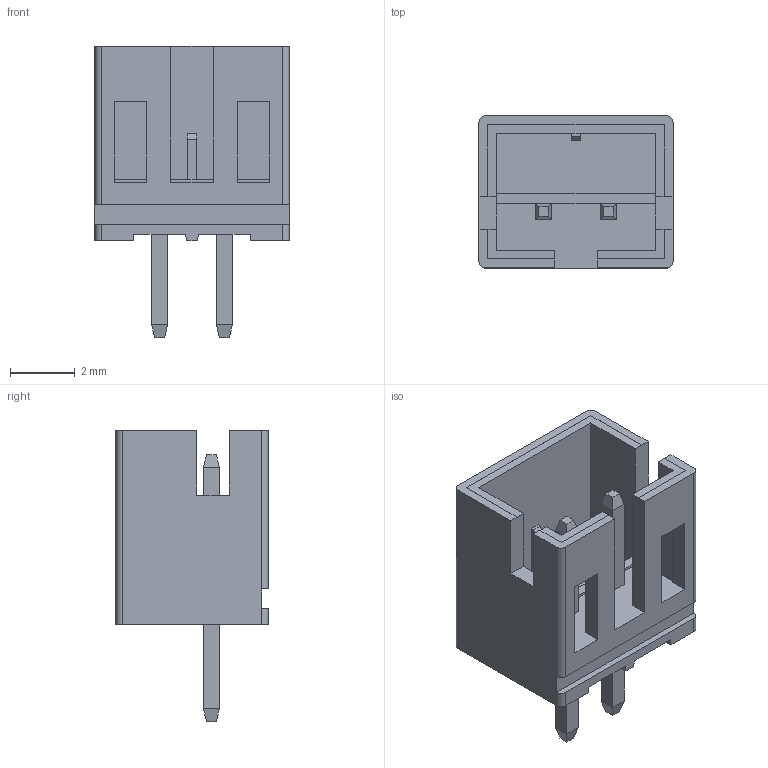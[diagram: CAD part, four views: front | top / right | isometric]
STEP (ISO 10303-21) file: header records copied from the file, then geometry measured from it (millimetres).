
FILE_DESCRIPTION(('FreeCAD Model'),'2;1');
FILE_NAME('Open CASCADE Shape Model','2025-08-26T17:46:14',(''),(''), 'Open CASCADE STEP processor 7.9','FreeCAD','Unknown');
FILE_SCHEMA(('AUTOMOTIVE_DESIGN { 1 0 10303 214 1 1 1 1 }'));
Length unit declared in the file: millimetre
Products named in the file (4): th_header_b2b_ph_a; Body; Array; Body001
Assembly tree (4 placements, depth 3):
  th_header_b2b_ph_a
    Body
    Array
      Body001  x2
Bounding box: 6 x 4.7 x 9 mm (x, y, z)
Volume: 81.4 mm3; surface area: 292.3 mm2
Topology: 3 solids, 3 shells, 103 faces, 287 edges, 186 vertices
Faces by surface type: plane 97, cylinder 6
Entity records: 2990 total; most frequent: CARTESIAN_POINT 523, ORIENTED_EDGE 518, DIRECTION 459, EDGE_CURVE 259, LINE 247, VECTOR 247, VERTEX_POINT 170, AXIS2_PLACEMENT_3D 106
